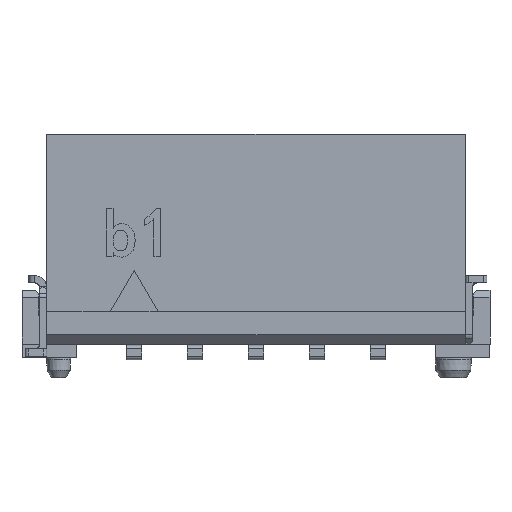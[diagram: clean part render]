
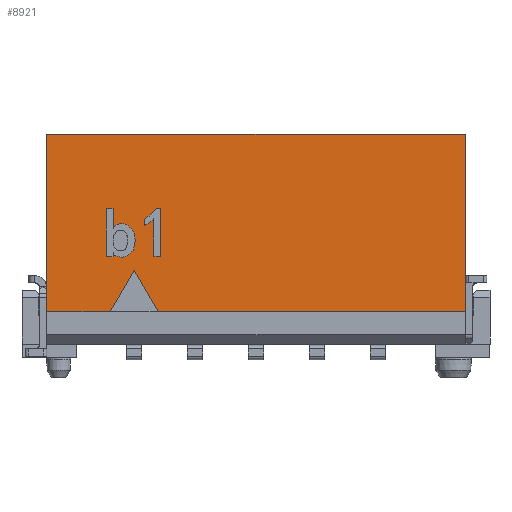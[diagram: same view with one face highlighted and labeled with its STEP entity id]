
A CAD part, front view. The second image highlights one B-rep face of the part: STEP entity #8921.
In plain terms, the highlighted planar face has unit normal (0, -1, 0).
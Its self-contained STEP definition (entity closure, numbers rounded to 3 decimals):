
#177=CARTESIAN_POINT('',(-3.65,-3.97,8.9));
#178=VERTEX_POINT('',#177);
#179=CARTESIAN_POINT('',(13.81,-3.97,8.9));
#180=VERTEX_POINT('',#179);
#181=CARTESIAN_POINT('',(-3.65,-3.97,8.9));
#182=DIRECTION('',(1.,0.,0.));
#183=VECTOR('',#182,17.46);
#184=LINE('',#181,#183);
#185=EDGE_CURVE('',#178,#180,#184,.T.);
#8595=CARTESIAN_POINT('',(13.81,-3.97,1.5));
#8596=VERTEX_POINT('',#8595);
#8603=CARTESIAN_POINT('',(1.,-3.97,1.5));
#8604=VERTEX_POINT('',#8603);
#8605=CARTESIAN_POINT('',(13.81,-3.97,1.5));
#8606=DIRECTION('',(-1.,0.,0.));
#8607=VECTOR('',#8606,12.81);
#8608=LINE('',#8605,#8607);
#8609=EDGE_CURVE('',#8596,#8604,#8608,.T.);
#8627=CARTESIAN_POINT('',(-1.,-3.97,1.5));
#8628=VERTEX_POINT('',#8627);
#8635=CARTESIAN_POINT('',(-3.65,-3.97,1.5));
#8636=VERTEX_POINT('',#8635);
#8637=CARTESIAN_POINT('',(-1.,-3.97,1.5));
#8638=DIRECTION('',(-1.,0.,0.));
#8639=VECTOR('',#8638,2.65);
#8640=LINE('',#8637,#8639);
#8641=EDGE_CURVE('',#8628,#8636,#8640,.T.);
#8657=CARTESIAN_POINT('',(0.,-3.97,3.232));
#8658=VERTEX_POINT('',#8657);
#8674=CARTESIAN_POINT('',(1.,-3.97,1.5));
#8675=DIRECTION('',(-0.5,0.,0.866));
#8676=VECTOR('',#8675,2.);
#8677=LINE('',#8674,#8676);
#8678=EDGE_CURVE('',#8604,#8658,#8677,.T.);
#8707=CARTESIAN_POINT('',(0.,-3.97,3.232));
#8708=DIRECTION('',(-0.5,0.,-0.866));
#8709=VECTOR('',#8708,2.);
#8710=LINE('',#8707,#8709);
#8711=EDGE_CURVE('',#8658,#8628,#8710,.T.);
#8760=CARTESIAN_POINT('',(5.08,-3.97,5.2));
#8761=DIRECTION('',(1.,0.,0.));
#8762=DIRECTION('',(0.,-1.,0.));
#8763=AXIS2_PLACEMENT_3D('',#8760,#8762,#8761);
#8764=PLANE('',#8763);
#8765=ORIENTED_EDGE('',*,*,#185,.F.);
#8766=CARTESIAN_POINT('',(-3.65,-3.97,1.5));
#8767=DIRECTION('',(0.,0.,1.));
#8768=VECTOR('',#8767,7.4);
#8769=LINE('',#8766,#8768);
#8770=EDGE_CURVE('',#8636,#178,#8769,.T.);
#8771=ORIENTED_EDGE('',*,*,#8770,.F.);
#8772=ORIENTED_EDGE('',*,*,#8641,.F.);
#8773=ORIENTED_EDGE('',*,*,#8711,.F.);
#8774=ORIENTED_EDGE('',*,*,#8678,.F.);
#8775=ORIENTED_EDGE('',*,*,#8609,.F.);
#8776=CARTESIAN_POINT('',(13.81,-3.97,8.9));
#8777=DIRECTION('',(0.,0.,-1.));
#8778=VECTOR('',#8777,7.4);
#8779=LINE('',#8776,#8778);
#8780=EDGE_CURVE('',#180,#8596,#8779,.T.);
#8781=ORIENTED_EDGE('',*,*,#8780,.F.);
#8782=EDGE_LOOP('',(#8765,#8771,#8772,#8773,#8774,#8775,#8781));
#8783=FACE_OUTER_BOUND('',#8782,.T.);
#8784=CARTESIAN_POINT('',(0.919,-3.97,5.825));
#8785=VERTEX_POINT('',#8784);
#8786=CARTESIAN_POINT('',(1.1,-3.97,5.825));
#8787=VERTEX_POINT('',#8786);
#8788=CARTESIAN_POINT('',(0.919,-3.97,5.825));
#8789=DIRECTION('',(1.,0.,0.));
#8790=VECTOR('',#8789,0.182);
#8791=LINE('',#8788,#8790);
#8792=EDGE_CURVE('',#8785,#8787,#8791,.T.);
#8793=ORIENTED_EDGE('',*,*,#8792,.T.);
#8794=CARTESIAN_POINT('',(1.1,-3.97,3.814));
#8795=VERTEX_POINT('',#8794);
#8796=CARTESIAN_POINT('',(1.1,-3.97,5.825));
#8797=DIRECTION('',(0.,0.,-1.));
#8798=VECTOR('',#8797,2.012);
#8799=LINE('',#8796,#8798);
#8800=EDGE_CURVE('',#8787,#8795,#8799,.T.);
#8801=ORIENTED_EDGE('',*,*,#8800,.T.);
#8802=CARTESIAN_POINT('',(0.814,-3.97,3.814));
#8803=VERTEX_POINT('',#8802);
#8804=CARTESIAN_POINT('',(1.1,-3.97,3.814));
#8805=DIRECTION('',(-1.,0.,0.));
#8806=VECTOR('',#8805,0.286);
#8807=LINE('',#8804,#8806);
#8808=EDGE_CURVE('',#8795,#8803,#8807,.T.);
#8809=ORIENTED_EDGE('',*,*,#8808,.T.);
#8810=CARTESIAN_POINT('',(0.814,-3.97,5.38));
#8811=VERTEX_POINT('',#8810);
#8812=CARTESIAN_POINT('',(0.814,-3.97,3.814));
#8813=DIRECTION('',(0.,0.,1.));
#8814=VECTOR('',#8813,1.567);
#8815=LINE('',#8812,#8814);
#8816=EDGE_CURVE('',#8803,#8811,#8815,.T.);
#8817=ORIENTED_EDGE('',*,*,#8816,.T.);
#8818=CARTESIAN_POINT('',(0.439,-3.97,5.096));
#8819=VERTEX_POINT('',#8818);
#8820=CARTESIAN_POINT('',(0.814,-3.97,5.38));
#8821=CARTESIAN_POINT('',(0.716,-3.97,5.24));
#8822=CARTESIAN_POINT('',(0.439,-3.97,5.096));
#8823=B_SPLINE_CURVE_WITH_KNOTS('',2,(#8820,#8821,#8822),.UNSPECIFIED.,.F.,.U.,(3,3),(0.,1.),.UNSPECIFIED.);
#8824=EDGE_CURVE('',#8811,#8819,#8823,.T.);
#8825=ORIENTED_EDGE('',*,*,#8824,.T.);
#8826=CARTESIAN_POINT('',(0.439,-3.97,5.357));
#8827=VERTEX_POINT('',#8826);
#8828=CARTESIAN_POINT('',(0.439,-3.97,5.096));
#8829=DIRECTION('',(0.,0.,1.));
#8830=VECTOR('',#8829,0.26);
#8831=LINE('',#8828,#8830);
#8832=EDGE_CURVE('',#8819,#8827,#8831,.T.);
#8833=ORIENTED_EDGE('',*,*,#8832,.T.);
#8834=CARTESIAN_POINT('',(-0.576,-3.97,6.876));
#8835=DIRECTION('',(0.556,0.,-0.831));
#8836=DIRECTION('',(0.,-1.,0.));
#8837=AXIS2_PLACEMENT_3D('',#8834,#8836,#8835);
#8838=CIRCLE('',#8837,1.828);
#8839=EDGE_CURVE('',#8827,#8785,#8838,.T.);
#8840=ORIENTED_EDGE('',*,*,#8839,.T.);
#8841=EDGE_LOOP('',(#8793,#8801,#8809,#8817,#8825,#8833,#8840));
#8842=FACE_BOUND('',#8841,.T.);
#8843=CARTESIAN_POINT('',(-1.168,-3.97,5.802));
#8844=VERTEX_POINT('',#8843);
#8845=CARTESIAN_POINT('',(-0.882,-3.97,5.802));
#8846=VERTEX_POINT('',#8845);
#8847=CARTESIAN_POINT('',(-1.168,-3.97,5.802));
#8848=DIRECTION('',(1.,0.,0.));
#8849=VECTOR('',#8848,0.286);
#8850=LINE('',#8847,#8849);
#8851=EDGE_CURVE('',#8844,#8846,#8850,.T.);
#8852=ORIENTED_EDGE('',*,*,#8851,.T.);
#8853=CARTESIAN_POINT('',(-0.882,-3.97,4.963));
#8854=VERTEX_POINT('',#8853);
#8855=CARTESIAN_POINT('',(-0.882,-3.97,5.802));
#8856=DIRECTION('',(0.,0.,-1.));
#8857=VECTOR('',#8856,0.84);
#8858=LINE('',#8855,#8857);
#8859=EDGE_CURVE('',#8846,#8854,#8858,.T.);
#8860=ORIENTED_EDGE('',*,*,#8859,.T.);
#8861=CARTESIAN_POINT('',(-0.537,-3.97,5.167));
#8862=VERTEX_POINT('',#8861);
#8863=CARTESIAN_POINT('',(-0.882,-3.97,4.963));
#8864=CARTESIAN_POINT('',(-0.865,-3.97,5.057));
#8865=CARTESIAN_POINT('',(-0.67,-3.97,5.167));
#8866=CARTESIAN_POINT('',(-0.537,-3.97,5.167));
#8867=B_SPLINE_CURVE_WITH_KNOTS('',2,(#8863,#8864,#8865,#8866),.UNSPECIFIED.,.F.,.U.,(3,1,3),(0.,0.473,1.),.UNSPECIFIED.);
#8868=EDGE_CURVE('',#8854,#8862,#8867,.T.);
#8869=ORIENTED_EDGE('',*,*,#8868,.T.);
#8870=CARTESIAN_POINT('',(0.037,-3.97,4.468));
#8871=VERTEX_POINT('',#8870);
#8872=CARTESIAN_POINT('',(-0.537,-3.97,5.167));
#8873=CARTESIAN_POINT('',(-0.298,-3.97,5.167));
#8874=CARTESIAN_POINT('',(0.037,-3.97,4.808));
#8875=CARTESIAN_POINT('',(0.037,-3.97,4.468));
#8876=B_SPLINE_CURVE_WITH_KNOTS('',2,(#8872,#8873,#8874,#8875),.UNSPECIFIED.,.F.,.U.,(3,1,3),(0.,0.468,1.),.UNSPECIFIED.);
#8877=EDGE_CURVE('',#8862,#8871,#8876,.T.);
#8878=ORIENTED_EDGE('',*,*,#8877,.T.);
#8879=CARTESIAN_POINT('',(-0.537,-3.97,3.78));
#8880=VERTEX_POINT('',#8879);
#8881=CARTESIAN_POINT('',(0.037,-3.97,4.468));
#8882=CARTESIAN_POINT('',(0.037,-3.97,4.126));
#8883=CARTESIAN_POINT('',(-0.297,-3.97,3.78));
#8884=CARTESIAN_POINT('',(-0.537,-3.97,3.78));
#8885=B_SPLINE_CURVE_WITH_KNOTS('',2,(#8881,#8882,#8883,#8884),.UNSPECIFIED.,.F.,.U.,(3,1,3),(0.,0.533,1.),.UNSPECIFIED.);
#8886=EDGE_CURVE('',#8871,#8880,#8885,.T.);
#8887=ORIENTED_EDGE('',*,*,#8886,.T.);
#8888=CARTESIAN_POINT('',(-0.882,-3.97,3.973));
#8889=VERTEX_POINT('',#8888);
#8890=CARTESIAN_POINT('',(-0.537,-3.97,3.78));
#8891=CARTESIAN_POINT('',(-0.67,-3.97,3.78));
#8892=CARTESIAN_POINT('',(-0.864,-3.97,3.877));
#8893=CARTESIAN_POINT('',(-0.882,-3.97,3.973));
#8894=B_SPLINE_CURVE_WITH_KNOTS('',2,(#8890,#8891,#8892,#8893),.UNSPECIFIED.,.F.,.U.,(3,1,3),(0.,0.527,1.),.UNSPECIFIED.);
#8895=EDGE_CURVE('',#8880,#8889,#8894,.T.);
#8896=ORIENTED_EDGE('',*,*,#8895,.T.);
#8897=CARTESIAN_POINT('',(-0.882,-3.97,3.802));
#8898=VERTEX_POINT('',#8897);
#8899=CARTESIAN_POINT('',(-0.882,-3.97,3.973));
#8900=DIRECTION('',(0.,0.,-1.));
#8901=VECTOR('',#8900,0.17);
#8902=LINE('',#8899,#8901);
#8903=EDGE_CURVE('',#8889,#8898,#8902,.T.);
#8904=ORIENTED_EDGE('',*,*,#8903,.T.);
#8905=CARTESIAN_POINT('',(-1.168,-3.97,3.802));
#8906=VERTEX_POINT('',#8905);
#8907=CARTESIAN_POINT('',(-0.882,-3.97,3.802));
#8908=DIRECTION('',(-1.,0.,0.));
#8909=VECTOR('',#8908,0.286);
#8910=LINE('',#8907,#8909);
#8911=EDGE_CURVE('',#8898,#8906,#8910,.T.);
#8912=ORIENTED_EDGE('',*,*,#8911,.T.);
#8913=CARTESIAN_POINT('',(-1.168,-3.97,3.802));
#8914=DIRECTION('',(0.,0.,1.));
#8915=VECTOR('',#8914,2.);
#8916=LINE('',#8913,#8915);
#8917=EDGE_CURVE('',#8906,#8844,#8916,.T.);
#8918=ORIENTED_EDGE('',*,*,#8917,.T.);
#8919=EDGE_LOOP('',(#8852,#8860,#8869,#8878,#8887,#8896,#8904,#8912,#8918));
#8920=FACE_BOUND('',#8919,.T.);
#8921=ADVANCED_FACE('',(#8783,#8842,#8920),#8764,.T.);
